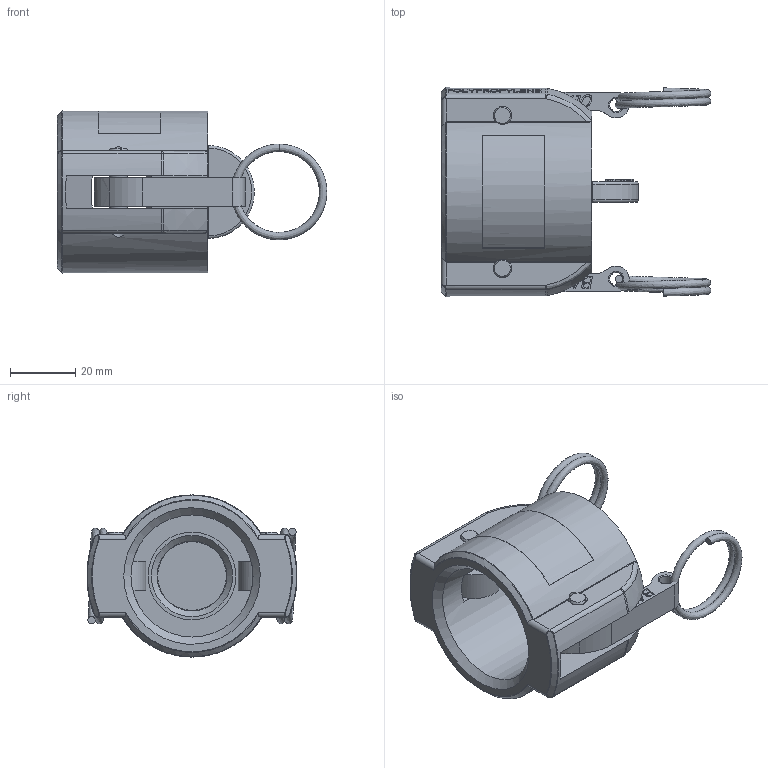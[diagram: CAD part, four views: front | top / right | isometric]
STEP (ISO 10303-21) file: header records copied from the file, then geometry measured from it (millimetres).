
FILE_DESCRIPTION(/* description */ (''),/* implementation_level */ '2;1');
FILE_NAME(/* name */ '100125CAP.stp',/* time_stamp */ '2015-04-22T10:04:36-04:00',/* author */ ('DCerny'),/* organization */ (''),/* preprocessor_version */ 'ST-DEVELOPER v15.6',/* originating_system */ 'Autodesk Inventor 2015',/* authorisation */ '');
FILE_SCHEMA (('AUTOMOTIVE_DESIGN { 1 0 10303 214 3 1 1 }'));
Length unit declared in the file: inch
Products named in the file (10): 100125CAPX; 100125CAPXM; 100XK; 100RING; 100K; 100G; 100P; 100DECAL-D1.96; 100125CAPU; 100125CAP
Assembly tree (11 placements, depth 4):
  100125CAP
    100125CAPU
      100125CAPXM
        100125CAPX
      100K  x2
        100XK
        100RING
      100G
      100P  x2
      100DECAL-D1.96
Bounding box: 82.76 x 64.43 x 49.78 mm (x, y, z)
Volume: 67398.3 mm3; surface area: 31363.2 mm2
Topology: 9 solids, 9 shells, 923 faces, 2439 edges, 1607 vertices
Faces by surface type: plane 468, bspline 336, cylinder 84, cone 18, torus 17
Full cylindrical faces by diameter (mm): 3.962 x2, 5.512 x2, 5.563 x4, 5.715 x2, 6.35 x1, 26.987 x1, 37.465 x1, 39.688 x1, 40.488 x1
Entity records: 25968 total; most frequent: CARTESIAN_POINT 9600, ORIENTED_EDGE 3768, DIRECTION 2526, EDGE_CURVE 1884, VERTEX_POINT 1252, LINE 1016, VECTOR 1016, EDGE_LOOP 822
